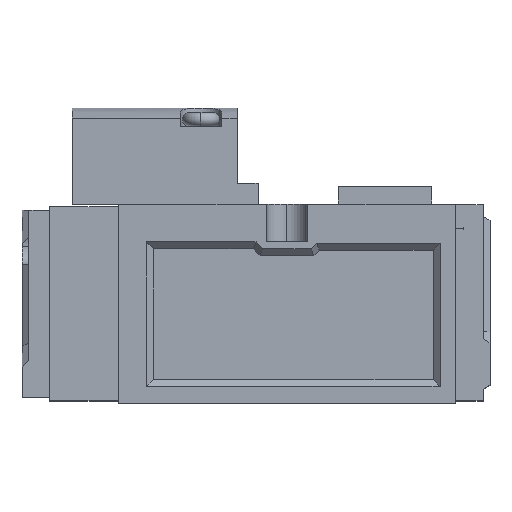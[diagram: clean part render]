
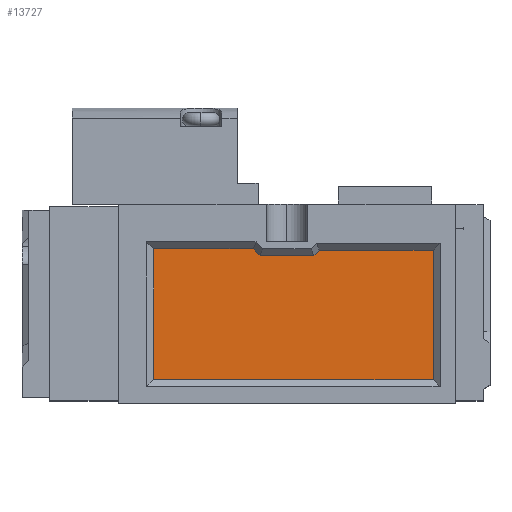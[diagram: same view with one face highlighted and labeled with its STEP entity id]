
A CAD part, top view. The second image highlights one B-rep face of the part: STEP entity #13727.
In plain terms, the highlighted planar face has unit normal (0, 0, 1).
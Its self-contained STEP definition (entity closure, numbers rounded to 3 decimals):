
#867 = EDGE_LOOP ( 'NONE', ( #994, #18102, #18126, #18118, #18105, #1013, #18097, #18133 ) ) ;
#994 = ORIENTED_EDGE ( 'NONE', *, *, #1085, .T. ) ;
#1013 = ORIENTED_EDGE ( 'NONE', *, *, #1087, .T. ) ;
#1077 = EDGE_CURVE ( 'NONE', #8637, #8644, #18540, .T. ) ;
#1085 = EDGE_CURVE ( 'NONE', #8638, #8637, #18555, .T. ) ;
#1087 = EDGE_CURVE ( 'NONE', #8641, #8640, #18557, .T. ) ;
#1089 = EDGE_CURVE ( 'NONE', #8643, #8642, #18560, .T. ) ;
#1109 = EDGE_CURVE ( 'NONE', #8639, #8638, #18594, .T. ) ;
#1205 = FACE_OUTER_BOUND ( 'NONE', #867, .T. ) ;
#1438 = LINE ( 'NONE', #16178, #1439 ) ;
#1439 = VECTOR ( 'NONE', #16179, 1000. ) ;
#1450 = LINE ( 'NONE', #16197, #1452 ) ;
#1452 = VECTOR ( 'NONE', #16198, 1000. ) ;
#3125 = EDGE_CURVE ( 'NONE', #8640, #8639, #4322, .T. ) ;
#4322 = LINE ( 'NONE', #19343, #4324 ) ;
#4324 = VECTOR ( 'NONE', #19345, 1000. ) ;
#6798 = CARTESIAN_POINT ( 'NONE',  ( -4.914, 22.5, 8. ) ) ;
#6799 = CARTESIAN_POINT ( 'NONE',  ( -3.914, 21.5, 8. ) ) ;
#6800 = CARTESIAN_POINT ( 'NONE',  ( 3.914, 21.5, 8. ) ) ;
#6801 = CARTESIAN_POINT ( 'NONE',  ( 4.712, 22.298, 8. ) ) ;
#6802 = CARTESIAN_POINT ( 'NONE',  ( 21.236, 22.298, 8. ) ) ;
#6803 = CARTESIAN_POINT ( 'NONE',  ( 21.236, 3.5, 8. ) ) ;
#6804 = CARTESIAN_POINT ( 'NONE',  ( -19.391, 3.5, 8. ) ) ;
#6805 = CARTESIAN_POINT ( 'NONE',  ( -19.391, 22.5, 8. ) ) ;
#8637 = VERTEX_POINT ( 'NONE', #6798 ) ;
#8638 = VERTEX_POINT ( 'NONE', #6799 ) ;
#8639 = VERTEX_POINT ( 'NONE', #6800 ) ;
#8640 = VERTEX_POINT ( 'NONE', #6801 ) ;
#8641 = VERTEX_POINT ( 'NONE', #6802 ) ;
#8642 = VERTEX_POINT ( 'NONE', #6803 ) ;
#8643 = VERTEX_POINT ( 'NONE', #6804 ) ;
#8644 = VERTEX_POINT ( 'NONE', #6805 ) ;
#10111 = PLANE ( 'NONE',  #21819 ) ;
#10112 = CARTESIAN_POINT ( 'NONE',  ( 0., 19., 8. ) ) ;
#10113 = DIRECTION ( 'NONE',  ( 0., 0., 1. ) ) ;
#10114 = DIRECTION ( 'NONE',  ( 1., 0., 0. ) ) ;
#11046 = CARTESIAN_POINT ( 'NONE',  ( 0., 22.5, 8. ) ) ;
#11047 = DIRECTION ( 'NONE',  ( -1., 0., 0. ) ) ;
#11064 = CARTESIAN_POINT ( 'NONE',  ( -0.707, 18.293, 8. ) ) ;
#11065 = DIRECTION ( 'NONE',  ( -0.707, 0.707, 0. ) ) ;
#11069 = CARTESIAN_POINT ( 'NONE',  ( 0., 22.298, 8. ) ) ;
#11070 = DIRECTION ( 'NONE',  ( -1., 0., 0. ) ) ;
#11074 = CARTESIAN_POINT ( 'NONE',  ( 0., 3.5, 8. ) ) ;
#11075 = DIRECTION ( 'NONE',  ( 1., 0., 0. ) ) ;
#11120 = CARTESIAN_POINT ( 'NONE',  ( 0., 21.5, 8. ) ) ;
#11121 = DIRECTION ( 'NONE',  ( -1., 0., 0. ) ) ;
#13727 = ADVANCED_FACE ( 'NONE', ( #1205 ), #10111, .T. ) ;
#16178 = CARTESIAN_POINT ( 'NONE',  ( 21.236, 19., 8. ) ) ;
#16179 = DIRECTION ( 'NONE',  ( 0., 1., 0. ) ) ;
#16197 = CARTESIAN_POINT ( 'NONE',  ( -19.391, 19., 8. ) ) ;
#16198 = DIRECTION ( 'NONE',  ( 0., -1., 0. ) ) ;
#18097 = ORIENTED_EDGE ( 'NONE', *, *, #3125, .T. ) ;
#18102 = ORIENTED_EDGE ( 'NONE', *, *, #1077, .T. ) ;
#18105 = ORIENTED_EDGE ( 'NONE', *, *, #20697, .T. ) ;
#18118 = ORIENTED_EDGE ( 'NONE', *, *, #1089, .T. ) ;
#18126 = ORIENTED_EDGE ( 'NONE', *, *, #22254, .T. ) ;
#18133 = ORIENTED_EDGE ( 'NONE', *, *, #1109, .T. ) ;
#18540 = LINE ( 'NONE', #11046, #18542 ) ;
#18542 = VECTOR ( 'NONE', #11047, 1000. ) ;
#18555 = LINE ( 'NONE', #11064, #18556 ) ;
#18556 = VECTOR ( 'NONE', #11065, 1000. ) ;
#18557 = LINE ( 'NONE', #11069, #18559 ) ;
#18559 = VECTOR ( 'NONE', #11070, 1000. ) ;
#18560 = LINE ( 'NONE', #11074, #18562 ) ;
#18562 = VECTOR ( 'NONE', #11075, 1000. ) ;
#18594 = LINE ( 'NONE', #11120, #18596 ) ;
#18596 = VECTOR ( 'NONE', #11121, 1000. ) ;
#19343 = CARTESIAN_POINT ( 'NONE',  ( 0.707, 18.293, 8. ) ) ;
#19345 = DIRECTION ( 'NONE',  ( -0.707, -0.707, 0. ) ) ;
#20697 = EDGE_CURVE ( 'NONE', #8642, #8641, #1438, .T. ) ;
#21819 = AXIS2_PLACEMENT_3D ( 'NONE', #10112, #10113, #10114 ) ;
#22254 = EDGE_CURVE ( 'NONE', #8644, #8643, #1450, .T. ) ;
